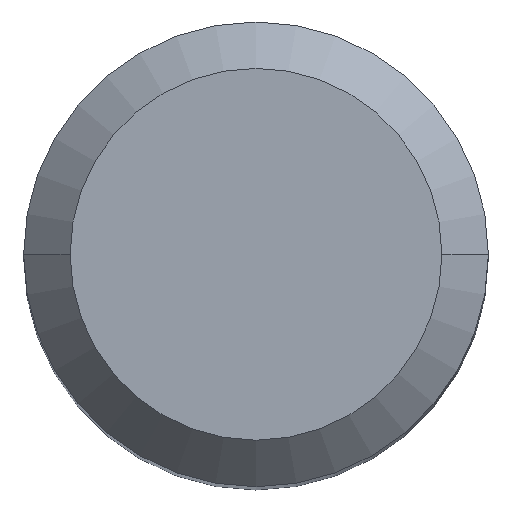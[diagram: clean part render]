
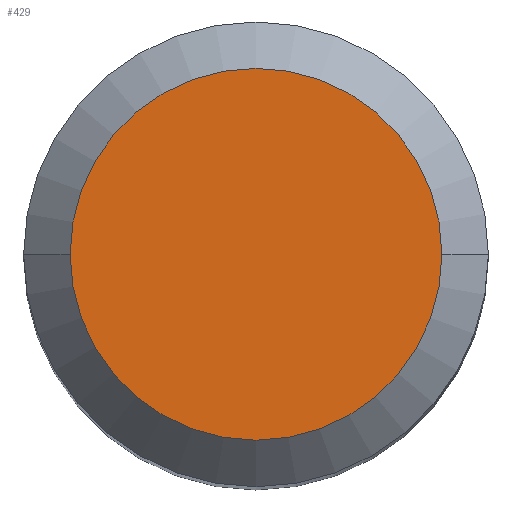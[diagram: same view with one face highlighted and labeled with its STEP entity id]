
A CAD part, top view. The second image highlights one B-rep face of the part: STEP entity #429.
In plain terms, the highlighted planar face has unit normal (0, 0, 1).
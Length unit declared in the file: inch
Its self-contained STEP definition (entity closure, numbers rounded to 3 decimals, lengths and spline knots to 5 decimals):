
#8 = ORIENTED_EDGE ( 'NONE', *, *, #46, .T. ) ;
#10 = CARTESIAN_POINT ( 'NONE',  ( 0., 0., 0. ) ) ;
#46 = EDGE_CURVE ( 'NONE', #133, #270, #506, .T. ) ;
#55 = ORIENTED_EDGE ( 'NONE', *, *, #89, .T. ) ;
#89 = EDGE_CURVE ( 'NONE', #270, #133, #482, .T. ) ;
#93 = CARTESIAN_POINT ( 'NONE',  ( 0., 0., 0. ) ) ;
#107 = CARTESIAN_POINT ( 'NONE',  ( -0.22048, 0., 0. ) ) ;
#130 = DIRECTION ( 'NONE',  ( 1., 0., 0. ) ) ;
#131 = DIRECTION ( 'NONE',  ( 0., 0., -1. ) ) ;
#133 = VERTEX_POINT ( 'NONE', #178 ) ;
#155 = EDGE_LOOP ( 'NONE', ( #55, #8 ) ) ;
#169 = DIRECTION ( 'NONE',  ( -1., 0., 0. ) ) ;
#178 = CARTESIAN_POINT ( 'NONE',  ( 0.22048, 0., 0. ) ) ;
#188 = AXIS2_PLACEMENT_3D ( 'NONE', #380, #411, #302 ) ;
#211 = PLANE ( 'NONE',  #491 ) ;
#270 = VERTEX_POINT ( 'NONE', #107 ) ;
#279 = AXIS2_PLACEMENT_3D ( 'NONE', #10, #319, #130 ) ;
#302 = DIRECTION ( 'NONE',  ( 1., 0., 0. ) ) ;
#319 = DIRECTION ( 'NONE',  ( 0., 0., 1. ) ) ;
#380 = CARTESIAN_POINT ( 'NONE',  ( 0., 0., 0. ) ) ;
#411 = DIRECTION ( 'NONE',  ( 0., 0., 1. ) ) ;
#429 = ADVANCED_FACE ( 'NONE', ( #452 ), #211, .F. ) ;
#452 = FACE_OUTER_BOUND ( 'NONE', #155, .T. ) ;
#482 = CIRCLE ( 'NONE', #188, 0.22048 ) ;
#491 = AXIS2_PLACEMENT_3D ( 'NONE', #93, #131, #169 ) ;
#506 = CIRCLE ( 'NONE', #279, 0.22048 ) ;
